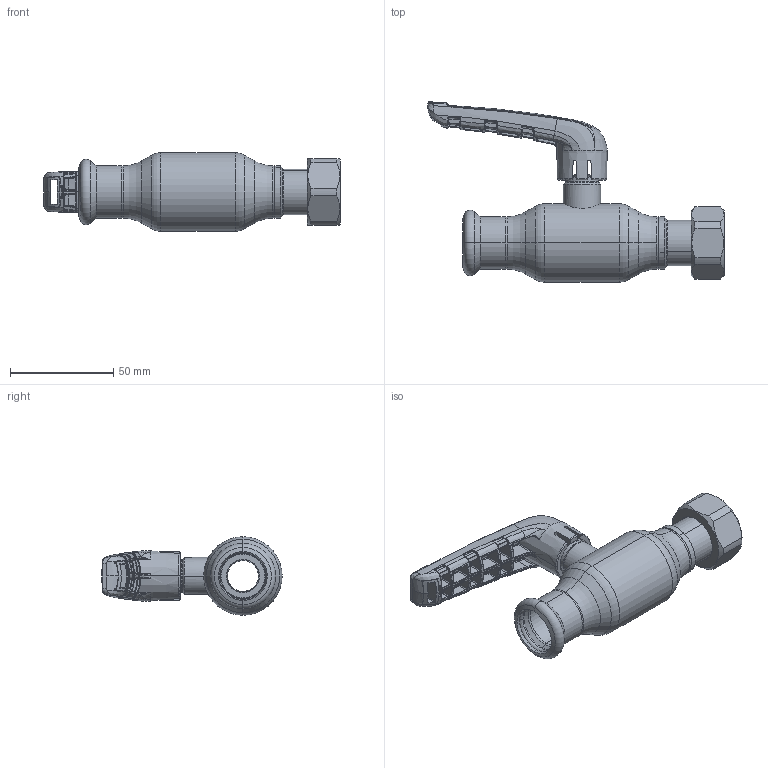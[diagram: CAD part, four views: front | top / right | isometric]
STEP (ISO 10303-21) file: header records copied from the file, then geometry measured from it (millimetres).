
FILE_DESCRIPTION (( 'STEP AP214' ), '1' );
FILE_NAME ('1020001410-xxxx.step', '2019-05-07T11:40:24', ( '' ), ( '' ), 'SwSTEP 2.0', 'SolidWorks 2017', '' );
FILE_SCHEMA (( 'AUTOMOTIVE_DESIGN' ));
Length unit declared in the file: millimetre
Products named in the file (1): 1020001410-xxxx
Bounding box: 143.73 x 87.38 x 38 mm (x, y, z)
Surface area: 29412.5 mm2 (no closed solid volume)
Topology: 0 solids, 10 shells, 808 faces, 2438 edges, 1527 vertices
Faces by surface type: bspline 635, plane 61, cylinder 52, cone 37, torus 23
Entity records: 67573 total; most frequent: CARTESIAN_POINT 42777, ORIENTED_EDGE 4129, EDGE_CURVE 2408, DIRECTION 1675, B_SPLINE_CURVE_WITH_KNOTS 1647, VERTEX_POINT 1527, EDGE_LOOP 832, UNCERTAINTY_MEASURE_WITH_UNIT 810
